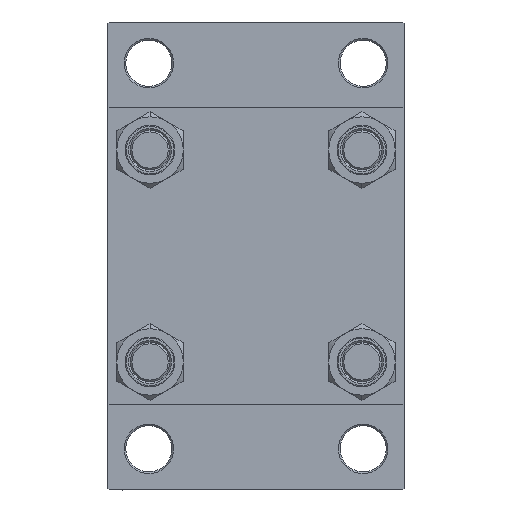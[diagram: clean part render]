
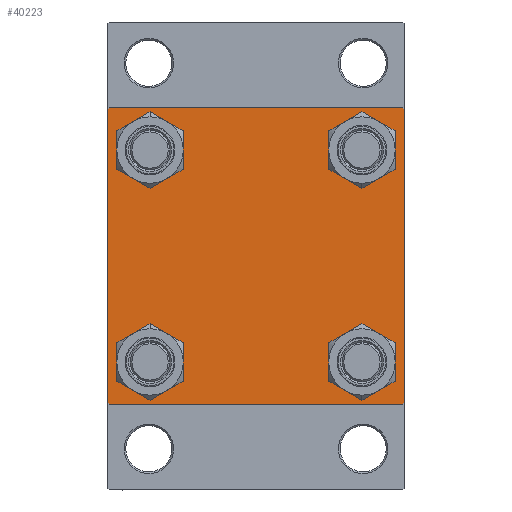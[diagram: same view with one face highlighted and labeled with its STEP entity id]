
A CAD part, left-side view. The second image highlights one B-rep face of the part: STEP entity #40223.
In plain terms, the highlighted planar face has unit normal (-1, 0, 0).
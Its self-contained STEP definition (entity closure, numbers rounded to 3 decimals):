
#32 = LINE ( 'NONE', #44158, #27503 ) ;
#42 = CARTESIAN_POINT ( 'NONE',  ( 0., -32.15, -32.15 ) ) ;
#119 = EDGE_CURVE ( 'NONE', #21529, #37074, #39246, .T. ) ;
#237 = DIRECTION ( 'NONE',  ( 1., 0., 0. ) ) ;
#276 = DIRECTION ( 'NONE',  ( 1., 0., 0. ) ) ;
#556 = CARTESIAN_POINT ( 'NONE',  ( 0., 32.15, -25.65 ) ) ;
#657 = CIRCLE ( 'NONE', #12227, 6.5 ) ;
#1280 = VECTOR ( 'NONE', #21135, 1000. ) ;
#1567 = CARTESIAN_POINT ( 'NONE',  ( 0., 45., -44.5 ) ) ;
#1589 = CARTESIAN_POINT ( 'NONE',  ( 0., -32.15, -38.65 ) ) ;
#1740 = ORIENTED_EDGE ( 'NONE', *, *, #25420, .T. ) ;
#1938 = EDGE_CURVE ( 'NONE', #32651, #2248, #3127, .T. ) ;
#2131 = CARTESIAN_POINT ( 'NONE',  ( 0., -44.75, -44.75 ) ) ;
#2141 = DIRECTION ( 'NONE',  ( 0., 0., 1. ) ) ;
#2248 = VERTEX_POINT ( 'NONE', #1589 ) ;
#2311 = FACE_BOUND ( 'NONE', #11923, .T. ) ;
#2409 = DIRECTION ( 'NONE',  ( 1., 0., 0. ) ) ;
#3127 = CIRCLE ( 'NONE', #13148, 6.5 ) ;
#3554 = CARTESIAN_POINT ( 'NONE',  ( 0., 45., 45. ) ) ;
#3577 = DIRECTION ( 'NONE',  ( 0., -0.707, -0.707 ) ) ;
#3847 = EDGE_CURVE ( 'NONE', #18177, #7101, #4630, .T. ) ;
#3918 = DIRECTION ( 'NONE',  ( 0., 0., -1. ) ) ;
#4091 = CARTESIAN_POINT ( 'NONE',  ( 0., -32.15, 32.15 ) ) ;
#4630 = CIRCLE ( 'NONE', #19279, 6.5 ) ;
#4747 = EDGE_LOOP ( 'NONE', ( #17921, #6645 ) ) ;
#5009 = CARTESIAN_POINT ( 'NONE',  ( 0., 44.5, -45. ) ) ;
#5315 = EDGE_CURVE ( 'NONE', #10652, #35621, #40586, .T. ) ;
#5484 = AXIS2_PLACEMENT_3D ( 'NONE', #45695, #6133, #12426 ) ;
#6133 = DIRECTION ( 'NONE',  ( 1., 0., 0. ) ) ;
#6645 = ORIENTED_EDGE ( 'NONE', *, *, #119, .T. ) ;
#6805 = ORIENTED_EDGE ( 'NONE', *, *, #24053, .T. ) ;
#6877 = CARTESIAN_POINT ( 'NONE',  ( 0., 45., 45. ) ) ;
#6923 = DIRECTION ( 'NONE',  ( 1., 0., 0. ) ) ;
#6989 = CARTESIAN_POINT ( 'NONE',  ( 0., 45., -45. ) ) ;
#7101 = VERTEX_POINT ( 'NONE', #556 ) ;
#7122 = LINE ( 'NONE', #2131, #41171 ) ;
#7199 = AXIS2_PLACEMENT_3D ( 'NONE', #36374, #6923, #29119 ) ;
#7697 = DIRECTION ( 'NONE',  ( 0., 0., 1. ) ) ;
#7985 = CIRCLE ( 'NONE', #7199, 6.5 ) ;
#8449 = AXIS2_PLACEMENT_3D ( 'NONE', #36934, #36473, #26065 ) ;
#9340 = CIRCLE ( 'NONE', #5484, 6.5 ) ;
#9853 = EDGE_CURVE ( 'NONE', #44811, #39900, #657, .T. ) ;
#10019 = FACE_BOUND ( 'NONE', #4747, .T. ) ;
#10652 = VERTEX_POINT ( 'NONE', #15691 ) ;
#10698 = LINE ( 'NONE', #43975, #29786 ) ;
#11923 = EDGE_LOOP ( 'NONE', ( #23479, #23976 ) ) ;
#12135 = ORIENTED_EDGE ( 'NONE', *, *, #33028, .T. ) ;
#12227 = AXIS2_PLACEMENT_3D ( 'NONE', #39535, #35425, #2141 ) ;
#12426 = DIRECTION ( 'NONE',  ( 0., 0., 1. ) ) ;
#12991 = VERTEX_POINT ( 'NONE', #29694 ) ;
#13148 = AXIS2_PLACEMENT_3D ( 'NONE', #42, #276, #14997 ) ;
#13213 = VECTOR ( 'NONE', #3577, 1000. ) ;
#13530 = CARTESIAN_POINT ( 'NONE',  ( 0., -32.15, 25.65 ) ) ;
#13578 = ORIENTED_EDGE ( 'NONE', *, *, #34066, .T. ) ;
#13588 = DIRECTION ( 'NONE',  ( 0., 0., 1. ) ) ;
#14621 = CARTESIAN_POINT ( 'NONE',  ( 0., -32.15, -25.65 ) ) ;
#14664 = EDGE_LOOP ( 'NONE', ( #37971, #6805 ) ) ;
#14785 = CARTESIAN_POINT ( 'NONE',  ( 0., -45., 45. ) ) ;
#14931 = ORIENTED_EDGE ( 'NONE', *, *, #33964, .T. ) ;
#14997 = DIRECTION ( 'NONE',  ( 0., 0., 1. ) ) ;
#15357 = VERTEX_POINT ( 'NONE', #5009 ) ;
#15691 = CARTESIAN_POINT ( 'NONE',  ( 0., -45., 44.5 ) ) ;
#15780 = EDGE_CURVE ( 'NONE', #37074, #21529, #9340, .T. ) ;
#16834 = DIRECTION ( 'NONE',  ( 0., -0.707, 0.707 ) ) ;
#17544 = CARTESIAN_POINT ( 'NONE',  ( 0., 32.15, 25.65 ) ) ;
#17921 = ORIENTED_EDGE ( 'NONE', *, *, #15780, .T. ) ;
#18177 = VERTEX_POINT ( 'NONE', #39427 ) ;
#18330 = VERTEX_POINT ( 'NONE', #27482 ) ;
#18849 = DIRECTION ( 'NONE',  ( 0., 0.707, -0.707 ) ) ;
#18947 = CIRCLE ( 'NONE', #27402, 6.5 ) ;
#19279 = AXIS2_PLACEMENT_3D ( 'NONE', #24677, #46600, #13588 ) ;
#19805 = ORIENTED_EDGE ( 'NONE', *, *, #26692, .T. ) ;
#21135 = DIRECTION ( 'NONE',  ( 0., -1., 0. ) ) ;
#21529 = VERTEX_POINT ( 'NONE', #17544 ) ;
#22011 = ORIENTED_EDGE ( 'NONE', *, *, #30531, .T. ) ;
#22128 = DIRECTION ( 'NONE',  ( 0., 0., -1. ) ) ;
#23479 = ORIENTED_EDGE ( 'NONE', *, *, #1938, .T. ) ;
#23976 = ORIENTED_EDGE ( 'NONE', *, *, #25431, .T. ) ;
#24053 = EDGE_CURVE ( 'NONE', #39900, #44811, #41077, .T. ) ;
#24506 = LINE ( 'NONE', #6877, #1280 ) ;
#24677 = CARTESIAN_POINT ( 'NONE',  ( 0., 32.15, -32.15 ) ) ;
#25060 = CARTESIAN_POINT ( 'NONE',  ( 0., 44.75, -44.75 ) ) ;
#25092 = LINE ( 'NONE', #6989, #26654 ) ;
#25420 = EDGE_CURVE ( 'NONE', #39453, #37964, #32970, .T. ) ;
#25431 = EDGE_CURVE ( 'NONE', #2248, #32651, #7985, .T. ) ;
#25460 = FACE_OUTER_BOUND ( 'NONE', #34781, .T. ) ;
#26065 = DIRECTION ( 'NONE',  ( 0., 0., 1. ) ) ;
#26084 = EDGE_LOOP ( 'NONE', ( #13578, #39682 ) ) ;
#26188 = AXIS2_PLACEMENT_3D ( 'NONE', #32455, #39216, #46433 ) ;
#26654 = VECTOR ( 'NONE', #36437, 1000. ) ;
#26692 = EDGE_CURVE ( 'NONE', #12991, #35621, #7122, .T. ) ;
#27402 = AXIS2_PLACEMENT_3D ( 'NONE', #38839, #2409, #39556 ) ;
#27482 = CARTESIAN_POINT ( 'NONE',  ( 0., -44.5, 45. ) ) ;
#27503 = VECTOR ( 'NONE', #18849, 1000. ) ;
#27939 = ORIENTED_EDGE ( 'NONE', *, *, #36236, .F. ) ;
#28091 = CARTESIAN_POINT ( 'NONE',  ( 0., -32.15, 38.65 ) ) ;
#28840 = PLANE ( 'NONE',  #26188 ) ;
#29119 = DIRECTION ( 'NONE',  ( 0., 0., 1. ) ) ;
#29287 = VECTOR ( 'NONE', #3918, 1000. ) ;
#29517 = AXIS2_PLACEMENT_3D ( 'NONE', #4091, #237, #7697 ) ;
#29694 = CARTESIAN_POINT ( 'NONE',  ( 0., -44.5, -45. ) ) ;
#29786 = VECTOR ( 'NONE', #32659, 1000. ) ;
#30531 = EDGE_CURVE ( 'NONE', #15357, #12991, #25092, .T. ) ;
#32455 = CARTESIAN_POINT ( 'NONE',  ( 0., 0., 0. ) ) ;
#32651 = VERTEX_POINT ( 'NONE', #14621 ) ;
#32659 = DIRECTION ( 'NONE',  ( 0., 0.707, 0.707 ) ) ;
#32702 = CARTESIAN_POINT ( 'NONE',  ( 0., 32.15, 38.65 ) ) ;
#32970 = LINE ( 'NONE', #3554, #39571 ) ;
#33028 = EDGE_CURVE ( 'NONE', #10652, #18330, #10698, .T. ) ;
#33228 = LINE ( 'NONE', #25060, #13213 ) ;
#33964 = EDGE_CURVE ( 'NONE', #41360, #39453, #32, .T. ) ;
#34066 = EDGE_CURVE ( 'NONE', #7101, #18177, #18947, .T. ) ;
#34781 = EDGE_LOOP ( 'NONE', ( #1740, #36131, #22011, #19805, #45574, #12135, #27939, #14931 ) ) ;
#35354 = FACE_BOUND ( 'NONE', #14664, .T. ) ;
#35425 = DIRECTION ( 'NONE',  ( 1., 0., 0. ) ) ;
#35621 = VERTEX_POINT ( 'NONE', #36789 ) ;
#36078 = FACE_BOUND ( 'NONE', #26084, .T. ) ;
#36131 = ORIENTED_EDGE ( 'NONE', *, *, #43227, .T. ) ;
#36236 = EDGE_CURVE ( 'NONE', #41360, #18330, #24506, .T. ) ;
#36374 = CARTESIAN_POINT ( 'NONE',  ( 0., -32.15, -32.15 ) ) ;
#36437 = DIRECTION ( 'NONE',  ( 0., -1., 0. ) ) ;
#36473 = DIRECTION ( 'NONE',  ( 1., 0., 0. ) ) ;
#36789 = CARTESIAN_POINT ( 'NONE',  ( 0., -45., -44.5 ) ) ;
#36934 = CARTESIAN_POINT ( 'NONE',  ( 0., 32.15, 32.15 ) ) ;
#37074 = VERTEX_POINT ( 'NONE', #32702 ) ;
#37964 = VERTEX_POINT ( 'NONE', #1567 ) ;
#37971 = ORIENTED_EDGE ( 'NONE', *, *, #9853, .T. ) ;
#38839 = CARTESIAN_POINT ( 'NONE',  ( 0., 32.15, -32.15 ) ) ;
#39216 = DIRECTION ( 'NONE',  ( -1., 0., 0. ) ) ;
#39246 = CIRCLE ( 'NONE', #8449, 6.5 ) ;
#39427 = CARTESIAN_POINT ( 'NONE',  ( 0., 32.15, -38.65 ) ) ;
#39453 = VERTEX_POINT ( 'NONE', #40635 ) ;
#39535 = CARTESIAN_POINT ( 'NONE',  ( 0., -32.15, 32.15 ) ) ;
#39556 = DIRECTION ( 'NONE',  ( 0., 0., 1. ) ) ;
#39571 = VECTOR ( 'NONE', #22128, 1000. ) ;
#39682 = ORIENTED_EDGE ( 'NONE', *, *, #3847, .T. ) ;
#39900 = VERTEX_POINT ( 'NONE', #13530 ) ;
#40223 = ADVANCED_FACE ( 'NONE', ( #35354, #2311, #36078, #10019, #25460 ), #28840, .T. ) ;
#40586 = LINE ( 'NONE', #14785, #29287 ) ;
#40635 = CARTESIAN_POINT ( 'NONE',  ( 0., 45., 44.5 ) ) ;
#40933 = CARTESIAN_POINT ( 'NONE',  ( 0., 44.5, 45. ) ) ;
#41077 = CIRCLE ( 'NONE', #29517, 6.5 ) ;
#41171 = VECTOR ( 'NONE', #16834, 1000. ) ;
#41360 = VERTEX_POINT ( 'NONE', #40933 ) ;
#43227 = EDGE_CURVE ( 'NONE', #37964, #15357, #33228, .T. ) ;
#43975 = CARTESIAN_POINT ( 'NONE',  ( 0., -44.75, 44.75 ) ) ;
#44158 = CARTESIAN_POINT ( 'NONE',  ( 0., 44.75, 44.75 ) ) ;
#44811 = VERTEX_POINT ( 'NONE', #28091 ) ;
#45574 = ORIENTED_EDGE ( 'NONE', *, *, #5315, .F. ) ;
#45695 = CARTESIAN_POINT ( 'NONE',  ( 0., 32.15, 32.15 ) ) ;
#46433 = DIRECTION ( 'NONE',  ( 0., 0., 1. ) ) ;
#46600 = DIRECTION ( 'NONE',  ( 1., 0., 0. ) ) ;
